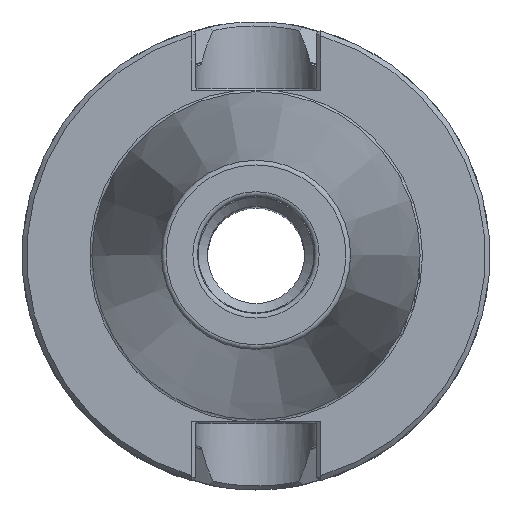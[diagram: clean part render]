
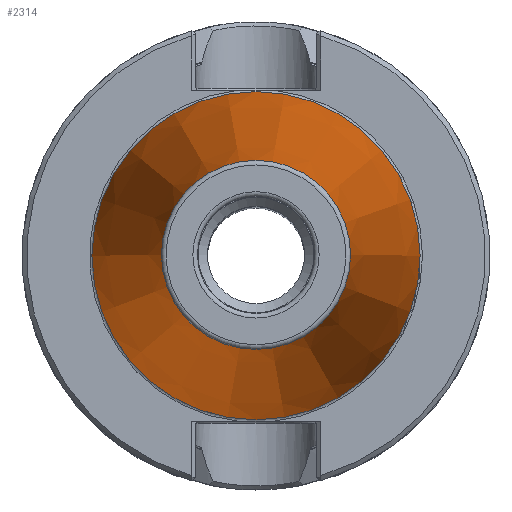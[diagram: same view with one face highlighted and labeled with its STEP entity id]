
A CAD part, top view. The second image highlights one B-rep face of the part: STEP entity #2314.
In plain terms, the highlighted conical face has half-angle 8.297 degrees and reference radius 20.204 mm.
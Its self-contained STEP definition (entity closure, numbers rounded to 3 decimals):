
#209=CONICAL_SURFACE('',#2462,20.204,0.145);
#317=ORIENTED_EDGE('',*,*,#688,.T.);
#318=ORIENTED_EDGE('',*,*,#687,.F.);
#687=EDGE_CURVE('',#884,#884,#1033,.T.);
#688=EDGE_CURVE('',#885,#885,#1034,.T.);
#884=VERTEX_POINT('',#3182);
#885=VERTEX_POINT('',#3185);
#1033=CIRCLE('',#2461,20.204);
#1034=CIRCLE('',#2463,35.065);
#1152=EDGE_LOOP('',(#317));
#1153=EDGE_LOOP('',(#318));
#1332=FACE_BOUND('',#1152,.T.);
#1333=FACE_BOUND('',#1153,.T.);
#2314=ADVANCED_FACE('',(#1332,#1333),#209,.T.);
#2461=AXIS2_PLACEMENT_3D('',#3181,#2728,#2729);
#2462=AXIS2_PLACEMENT_3D('',#3183,#2730,#2731);
#2463=AXIS2_PLACEMENT_3D('',#3184,#2732,#2733);
#2728=DIRECTION('',(0.,0.,1.));
#2729=DIRECTION('',(1.,0.,0.));
#2730=DIRECTION('',(0.,0.,-1.));
#2731=DIRECTION('',(-1.,0.,0.));
#2732=DIRECTION('',(0.,0.,1.));
#2733=DIRECTION('',(1.,0.,0.));
#3181=CARTESIAN_POINT('',(0.,0.,100.944));
#3182=CARTESIAN_POINT('',(20.204,0.,100.944));
#3183=CARTESIAN_POINT('',(0.,0.,100.944));
#3184=CARTESIAN_POINT('',(0.,0.,-0.963));
#3185=CARTESIAN_POINT('',(35.065,0.,-0.963));
